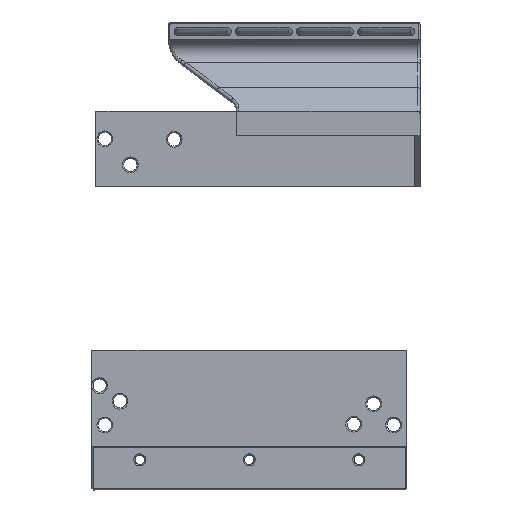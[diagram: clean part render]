
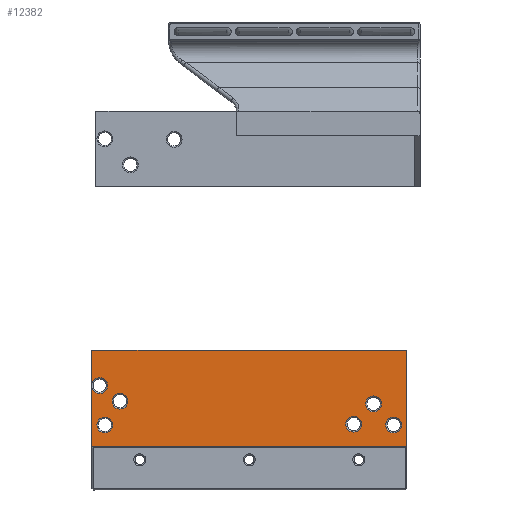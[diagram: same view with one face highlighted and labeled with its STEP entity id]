
A CAD part, left-side view. The second image highlights one B-rep face of the part: STEP entity #12382.
In plain terms, the highlighted planar face has unit normal (-1, 0, 0).
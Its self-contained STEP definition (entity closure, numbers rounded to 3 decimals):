
#452=FACE_BOUND('',#2391,.T.);
#453=FACE_BOUND('',#2392,.T.);
#454=FACE_BOUND('',#2393,.T.);
#455=FACE_BOUND('',#2394,.T.);
#456=FACE_BOUND('',#2395,.T.);
#934=PLANE('',#13291);
#1569=FACE_OUTER_BOUND('',#2390,.T.);
#2390=EDGE_LOOP('',(#11444,#11445,#11446,#11447,#11448,#11449,#11450,#11451));
#2391=EDGE_LOOP('',(#11452));
#2392=EDGE_LOOP('',(#11453));
#2393=EDGE_LOOP('',(#11454));
#2394=EDGE_LOOP('',(#11455));
#2395=EDGE_LOOP('',(#11456));
#3701=LINE('',#21953,#5062);
#3702=LINE('',#21955,#5063);
#3703=LINE('',#21957,#5064);
#3704=LINE('',#21959,#5065);
#3705=LINE('',#21961,#5066);
#3706=LINE('',#21963,#5067);
#5062=VECTOR('',#16196,10.);
#5063=VECTOR('',#16197,10.);
#5064=VECTOR('',#16198,10.);
#5065=VECTOR('',#16199,10.);
#5066=VECTOR('',#16200,10.);
#5067=VECTOR('',#16201,10.);
#5415=CIRCLE('',#13290,2.9);
#5416=CIRCLE('',#13292,2.9);
#5417=CIRCLE('',#13293,2.9);
#5418=CIRCLE('',#13294,2.9);
#5419=CIRCLE('',#13295,2.9);
#5420=CIRCLE('',#13296,2.9);
#5421=CIRCLE('',#13297,2.9);
#6446=VERTEX_POINT('',#21945);
#6447=VERTEX_POINT('',#21949);
#6448=VERTEX_POINT('',#21950);
#6449=VERTEX_POINT('',#21952);
#6450=VERTEX_POINT('',#21954);
#6451=VERTEX_POINT('',#21956);
#6452=VERTEX_POINT('',#21958);
#6453=VERTEX_POINT('',#21960);
#6454=VERTEX_POINT('',#21962);
#6455=VERTEX_POINT('',#21965);
#6456=VERTEX_POINT('',#21967);
#6457=VERTEX_POINT('',#21969);
#6458=VERTEX_POINT('',#21971);
#8118=EDGE_CURVE('',#6446,#6446,#5415,.T.);
#8120=EDGE_CURVE('',#6447,#6448,#5416,.T.);
#8121=EDGE_CURVE('',#6447,#6449,#3701,.T.);
#8122=EDGE_CURVE('',#6449,#6450,#3702,.T.);
#8123=EDGE_CURVE('',#6451,#6450,#3703,.F.);
#8124=EDGE_CURVE('',#6451,#6452,#3704,.T.);
#8125=EDGE_CURVE('',#6452,#6453,#3705,.T.);
#8126=EDGE_CURVE('',#6453,#6454,#3706,.T.);
#8127=EDGE_CURVE('',#6448,#6454,#5417,.T.);
#8128=EDGE_CURVE('',#6455,#6455,#5418,.T.);
#8129=EDGE_CURVE('',#6456,#6456,#5419,.T.);
#8130=EDGE_CURVE('',#6457,#6457,#5420,.T.);
#8131=EDGE_CURVE('',#6458,#6458,#5421,.T.);
#11444=ORIENTED_EDGE('',*,*,#8120,.F.);
#11445=ORIENTED_EDGE('',*,*,#8121,.T.);
#11446=ORIENTED_EDGE('',*,*,#8122,.T.);
#11447=ORIENTED_EDGE('',*,*,#8123,.F.);
#11448=ORIENTED_EDGE('',*,*,#8124,.T.);
#11449=ORIENTED_EDGE('',*,*,#8125,.T.);
#11450=ORIENTED_EDGE('',*,*,#8126,.T.);
#11451=ORIENTED_EDGE('',*,*,#8127,.F.);
#11452=ORIENTED_EDGE('',*,*,#8128,.F.);
#11453=ORIENTED_EDGE('',*,*,#8129,.F.);
#11454=ORIENTED_EDGE('',*,*,#8130,.F.);
#11455=ORIENTED_EDGE('',*,*,#8131,.F.);
#11456=ORIENTED_EDGE('',*,*,#8118,.F.);
#12382=ADVANCED_FACE('',(#1569,#452,#453,#454,#455,#456),#934,.F.);
#13290=AXIS2_PLACEMENT_3D('',#21946,#16189,#16190);
#13291=AXIS2_PLACEMENT_3D('',#21948,#16192,#16193);
#13292=AXIS2_PLACEMENT_3D('',#21951,#16194,#16195);
#13293=AXIS2_PLACEMENT_3D('',#21964,#16202,#16203);
#13294=AXIS2_PLACEMENT_3D('',#21966,#16204,#16205);
#13295=AXIS2_PLACEMENT_3D('',#21968,#16206,#16207);
#13296=AXIS2_PLACEMENT_3D('',#21970,#16208,#16209);
#13297=AXIS2_PLACEMENT_3D('',#21972,#16210,#16211);
#16189=DIRECTION('center_axis',(-1.,0.,0.));
#16190=DIRECTION('ref_axis',(0.,1.,0.));
#16192=DIRECTION('center_axis',(1.,0.,0.));
#16193=DIRECTION('ref_axis',(0.,1.,0.));
#16194=DIRECTION('center_axis',(-1.,0.,0.));
#16195=DIRECTION('ref_axis',(0.,1.,0.));
#16196=DIRECTION('',(0.,0.,-1.));
#16197=DIRECTION('',(0.,-1.,0.));
#16198=DIRECTION('',(0.,-0.707,-0.707));
#16199=DIRECTION('',(0.,0.,1.));
#16200=DIRECTION('',(0.,1.,0.));
#16201=DIRECTION('',(0.,0.,-1.));
#16202=DIRECTION('center_axis',(-1.,0.,0.));
#16203=DIRECTION('ref_axis',(0.,1.,0.));
#16204=DIRECTION('center_axis',(-1.,0.,0.));
#16205=DIRECTION('ref_axis',(0.,1.,0.));
#16206=DIRECTION('center_axis',(-1.,0.,0.));
#16207=DIRECTION('ref_axis',(0.,1.,0.));
#16208=DIRECTION('center_axis',(-1.,0.,0.));
#16209=DIRECTION('ref_axis',(0.,1.,0.));
#16210=DIRECTION('center_axis',(-1.,0.,0.));
#16211=DIRECTION('ref_axis',(0.,1.,0.));
#21945=CARTESIAN_POINT('',(110.002,-71.05,81.95));
#21946=CARTESIAN_POINT('Origin',(110.002,-68.15,81.95));
#21948=CARTESIAN_POINT('Origin',(110.002,-15.4,86.7));
#21949=CARTESIAN_POINT('',(110.002,42.1,95.814));
#21950=CARTESIAN_POINT('',(110.002,36.35,96.35));
#21951=CARTESIAN_POINT('Origin',(110.002,39.25,96.35));
#21952=CARTESIAN_POINT('',(110.002,42.1,74.2));
#21953=CARTESIAN_POINT('',(110.002,42.1,97.95));
#21954=CARTESIAN_POINT('',(110.002,-72.4,74.2));
#21955=CARTESIAN_POINT('',(110.002,-45.4,74.2));
#21956=CARTESIAN_POINT('',(110.002,-72.9,73.7));
#21957=CARTESIAN_POINT('',(110.002,-55.15,91.45));
#21958=CARTESIAN_POINT('',(110.002,-72.9,109.2));
#21959=CARTESIAN_POINT('',(110.002,-72.9,75.45));
#21960=CARTESIAN_POINT('',(110.002,42.1,109.2));
#21961=CARTESIAN_POINT('',(110.002,44.6,109.2));
#21962=CARTESIAN_POINT('',(110.002,42.1,96.886));
#21963=CARTESIAN_POINT('',(110.002,42.1,97.95));
#21964=CARTESIAN_POINT('Origin',(110.002,39.25,96.35));
#21965=CARTESIAN_POINT('',(110.002,-63.693,89.65));
#21966=CARTESIAN_POINT('Origin',(110.002,-60.793,89.65));
#21967=CARTESIAN_POINT('',(110.002,34.45,81.95));
#21968=CARTESIAN_POINT('Origin',(110.002,37.35,81.95));
#21969=CARTESIAN_POINT('',(110.002,28.95,90.65));
#21970=CARTESIAN_POINT('Origin',(110.002,31.85,90.65));
#21971=CARTESIAN_POINT('',(110.002,-56.45,82.25));
#21972=CARTESIAN_POINT('Origin',(110.002,-53.55,82.25));
